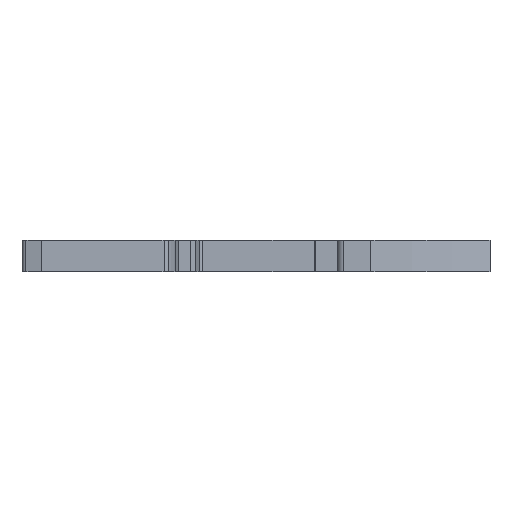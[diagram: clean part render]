
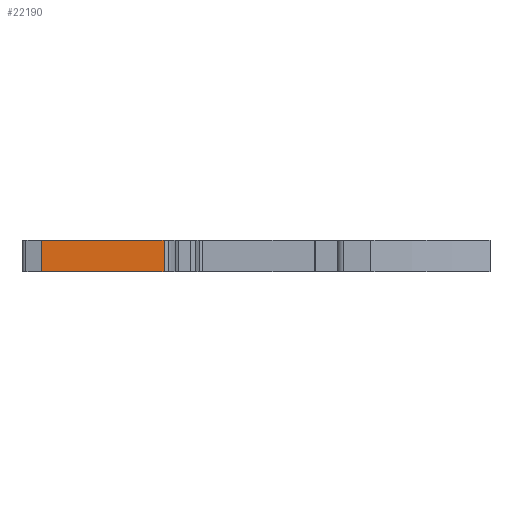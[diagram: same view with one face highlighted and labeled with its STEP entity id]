
A CAD part, front view. The second image highlights one B-rep face of the part: STEP entity #22190.
In plain terms, the highlighted planar face has unit normal (0, -1, 0).
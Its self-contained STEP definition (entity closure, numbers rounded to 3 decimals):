
#16210=CARTESIAN_POINT('',(-18.3,1.3,
6.2));
#16220=VERTEX_POINT('',#16210);
#16250=CARTESIAN_POINT('',(0.,1.3,6.2));
#16260=DIRECTION('',(1.,0.,0.));
#16270=VECTOR('',#16260,1.);
#16280=LINE('',#16250,#16270);
#16290=CARTESIAN_POINT('',(-42.75,1.3,
6.2));
#16300=VERTEX_POINT('',#16290);
#16310=EDGE_CURVE('',#16300,#16220,#16280,.T.);
#21750=CARTESIAN_POINT('',(-18.3,1.3,
-0.1));
#21760=VERTEX_POINT('',#21750);
#21790=CARTESIAN_POINT('',(-18.3,1.3,
6.2));
#21800=DIRECTION('',(0.,0.,1.));
#21810=VECTOR('',#21800,1.);
#21820=LINE('',#21790,#21810);
#21830=EDGE_CURVE('',#21760,#16220,#21820,.T.);
#21960=CARTESIAN_POINT('',(-42.75,1.3,
6.2));
#21970=DIRECTION('',(0.,-1.,-0.));
#21980=DIRECTION('',(-1.,0.,0.));
#21990=AXIS2_PLACEMENT_3D('',#21960,#21970,#21980);
#22000=PLANE('',#21990);
#22010=ORIENTED_EDGE('',*,*,#21830,.T.);
#22020=CARTESIAN_POINT('',(0.,1.3,-0.1));
#22030=DIRECTION('',(-1.,0.,0.));
#22040=VECTOR('',#22030,1.);
#22050=LINE('',#22020,#22040);
#22060=CARTESIAN_POINT('',(-42.75,1.3,
-0.1));
#22070=VERTEX_POINT('',#22060);
#22080=EDGE_CURVE('',#21760,#22070,#22050,.T.);
#22090=ORIENTED_EDGE('',*,*,#22080,.F.);
#22100=CARTESIAN_POINT('',(-42.75,1.3,0.));
#22110=DIRECTION('',(0.,0.,-1.));
#22120=VECTOR('',#22110,1.);
#22130=LINE('',#22100,#22120);
#22140=EDGE_CURVE('',#16300,#22070,#22130,.T.);
#22150=ORIENTED_EDGE('',*,*,#22140,.T.);
#22160=ORIENTED_EDGE('',*,*,#16310,.F.);
#22170=EDGE_LOOP('',(#22160,#22150,#22090,#22010));
#22180=FACE_OUTER_BOUND('',#22170,.T.);
#22190=ADVANCED_FACE('',(#22180),#22000,.T.);
